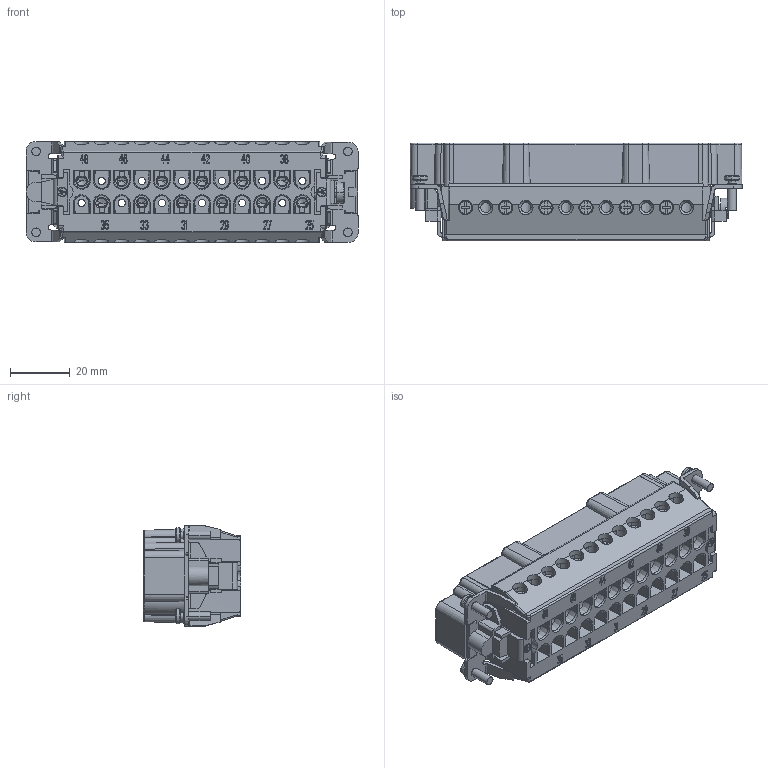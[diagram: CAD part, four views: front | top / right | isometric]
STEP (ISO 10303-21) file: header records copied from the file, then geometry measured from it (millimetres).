
FILE_DESCRIPTION((''),'2;1');
FILE_NAME('HVE-010-M11-20','2017-08-02T',('tl.yang'),(''),'PRO/ENGINEER BY PARAMETRIC TECHNOLOGY CORPORATION, 2011500','PRO/ENGINEER BY PARAMETRIC TECHNOLOGY CORPORATION, 2011500','');
FILE_SCHEMA(('CONFIG_CONTROL_DESIGN'));
Products named in the file (1): HVE-010-M11-20
Bounding box: 110.8 x 32.5 x 33.7 mm (x, y, z)
Volume: 52110.5 mm3; surface area: 35879.8 mm2
Topology: 1 solids, 2 shells, 4022 faces, 11432 edges, 7449 vertices
Faces by surface type: plane 2741, cylinder 524, bspline 334, cone 199, torus 126, extrusion 74, sphere 24
Entity records: 144191 total; most frequent: CARTESIAN_POINT 42305, ORIENTED_EDGE 22768, DIRECTION 18746, EDGE_CURVE 11384, VECTOR 8476, LINE 8402, VERTEX_POINT 7449, AXIS2_PLACEMENT_3D 5135
